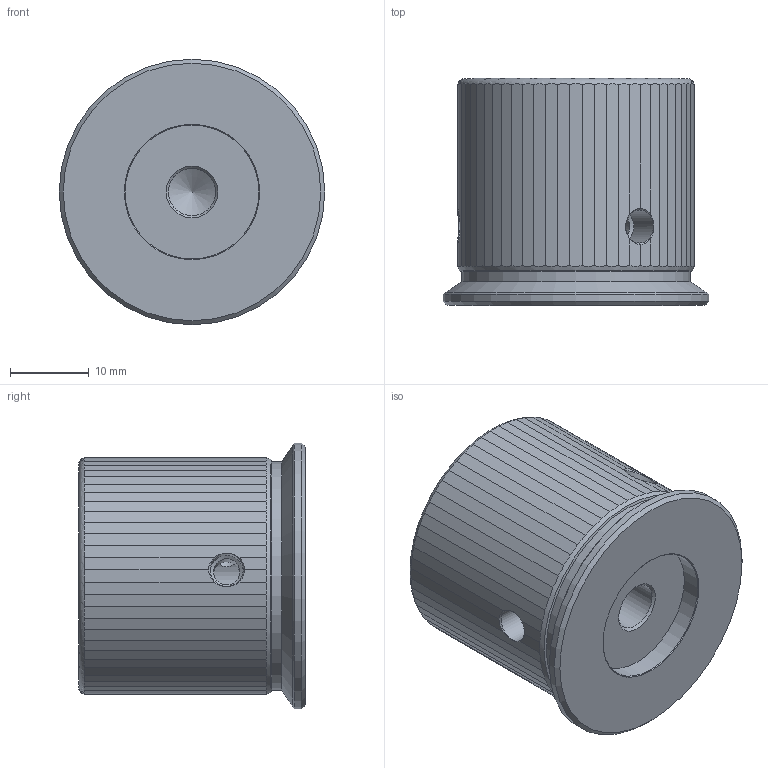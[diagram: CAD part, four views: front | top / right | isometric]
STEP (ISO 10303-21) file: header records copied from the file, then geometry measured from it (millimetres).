
FILE_DESCRIPTION(/* description */ (''),/* implementation_level */ '2;1');
FILE_NAME(/* name */ 'AC Knob v2 10mm setscrew v1.step',/* time_stamp */ '2021-10-07T17:44:13-04:00',/* author */ (''),/* organization */ (''),/* preprocessor_version */ 'ST-DEVELOPER v18.1',/* originating_system */ 'Autodesk Translation Framework v10.10.0.1391',/* authorisation */ '');
FILE_SCHEMA (('AUTOMOTIVE_DESIGN { 1 0 10303 214 3 1 1 }'));
Length unit declared in the file: millimetre
Products named in the file (1): AC Knob v2 10mm setscrew
Bounding box: 33.7 x 28.8 x 33.7 mm (x, y, z)
Volume: 19522 mm3; surface area: 4968.2 mm2
Topology: 1 solids, 1 shells, 88 faces, 252 edges, 164 vertices
Faces by surface type: plane 67, cone 12, cylinder 8, torus 1
Full cylindrical faces by diameter (mm): 3.332 x2, 4.2 x2, 6 x1, 17 x1, 29 x1, 33.7 x1
Entity records: 3113 total; most frequent: CARTESIAN_POINT 1059, ORIENTED_EDGE 502, DIRECTION 339, EDGE_CURVE 251, VERTEX_POINT 164, AXIS2_PLACEMENT_3D 126, EDGE_LOOP 91, FACE_OUTER_BOUND 88
